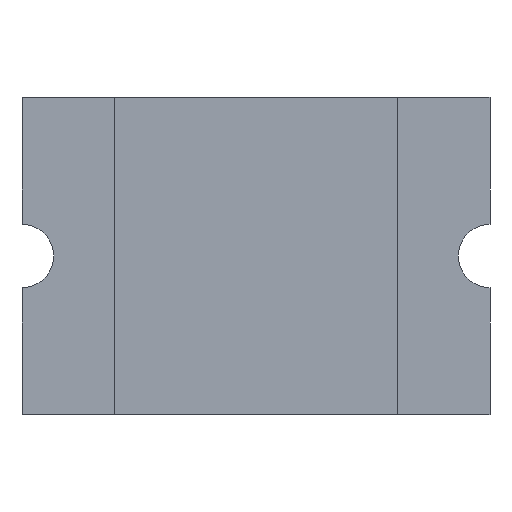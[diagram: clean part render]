
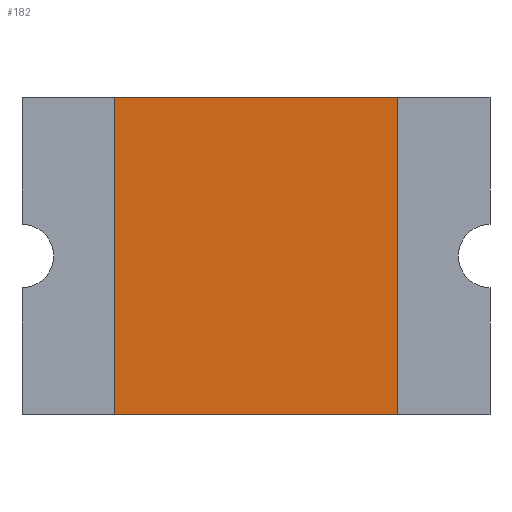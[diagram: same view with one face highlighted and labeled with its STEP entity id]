
A CAD part, front view. The second image highlights one B-rep face of the part: STEP entity #182.
In plain terms, the highlighted planar face has unit normal (0, -1, 0).
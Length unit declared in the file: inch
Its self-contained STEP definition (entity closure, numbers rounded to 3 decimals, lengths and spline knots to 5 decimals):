
#1 = CARTESIAN_POINT ( 'NONE',  ( 0., 0., 0. ) ) ;
#8 = ORIENTED_EDGE ( 'NONE', *, *, #281, .F. ) ;
#15 = DIRECTION ( 'NONE',  ( 0., 0., -1. ) ) ;
#35 = VECTOR ( 'NONE', #307, 39.37008 ) ;
#51 = LINE ( 'NONE', #254, #35 ) ;
#65 = VERTEX_POINT ( 'NONE', #91 ) ;
#72 = EDGE_CURVE ( 'NONE', #543, #65, #237, .T. ) ;
#91 = CARTESIAN_POINT ( 'NONE',  ( -0.02633, 0., 0.0295 ) ) ;
#134 = VECTOR ( 'NONE', #403, 39.37008 ) ;
#147 = FACE_OUTER_BOUND ( 'NONE', #534, .T. ) ;
#153 = VERTEX_POINT ( 'NONE', #263 ) ;
#167 = EDGE_CURVE ( 'NONE', #153, #543, #51, .T. ) ;
#174 = CARTESIAN_POINT ( 'NONE',  ( 0.02633, 0., -0.0295 ) ) ;
#182 = ADVANCED_FACE ( 'NONE', ( #147 ), #467, .F. ) ;
#195 = AXIS2_PLACEMENT_3D ( 'NONE', #1, #413, #626 ) ;
#216 = ORIENTED_EDGE ( 'NONE', *, *, #286, .F. ) ;
#237 = LINE ( 'NONE', #674, #134 ) ;
#239 = VECTOR ( 'NONE', #15, 39.37008 ) ;
#254 = CARTESIAN_POINT ( 'NONE',  ( -0.02633, 0., -0.0295 ) ) ;
#263 = CARTESIAN_POINT ( 'NONE',  ( 0.02633, 0., -0.0295 ) ) ;
#281 = EDGE_CURVE ( 'NONE', #65, #525, #436, .T. ) ;
#286 = EDGE_CURVE ( 'NONE', #525, #153, #536, .T. ) ;
#307 = DIRECTION ( 'NONE',  ( -1., 0., 0. ) ) ;
#335 = CARTESIAN_POINT ( 'NONE',  ( -0.02633, 0., 0.0295 ) ) ;
#372 = CARTESIAN_POINT ( 'NONE',  ( -0.02633, 0., -0.0295 ) ) ;
#403 = DIRECTION ( 'NONE',  ( 0., 0., 1. ) ) ;
#413 = DIRECTION ( 'NONE',  ( 0., 1., 0. ) ) ;
#418 = ORIENTED_EDGE ( 'NONE', *, *, #167, .F. ) ;
#436 = LINE ( 'NONE', #335, #518 ) ;
#467 = PLANE ( 'NONE',  #195 ) ;
#518 = VECTOR ( 'NONE', #651, 39.37008 ) ;
#525 = VERTEX_POINT ( 'NONE', #640 ) ;
#534 = EDGE_LOOP ( 'NONE', ( #216, #8, #648, #418 ) ) ;
#536 = LINE ( 'NONE', #174, #239 ) ;
#543 = VERTEX_POINT ( 'NONE', #372 ) ;
#626 = DIRECTION ( 'NONE',  ( 0., 0., 1. ) ) ;
#640 = CARTESIAN_POINT ( 'NONE',  ( 0.02633, 0., 0.0295 ) ) ;
#648 = ORIENTED_EDGE ( 'NONE', *, *, #72, .F. ) ;
#651 = DIRECTION ( 'NONE',  ( 1., 0., 0. ) ) ;
#674 = CARTESIAN_POINT ( 'NONE',  ( -0.02633, 0., -0.0295 ) ) ;
